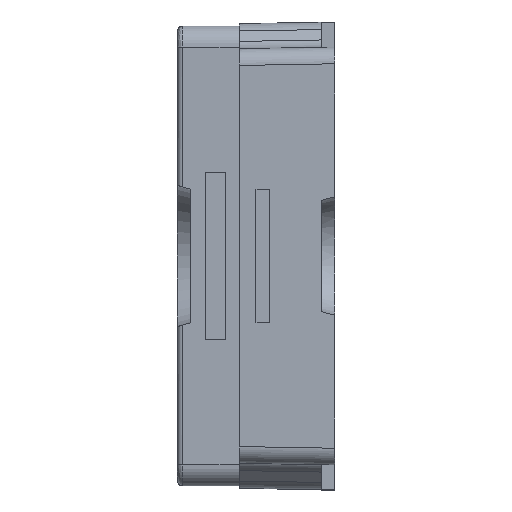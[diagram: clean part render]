
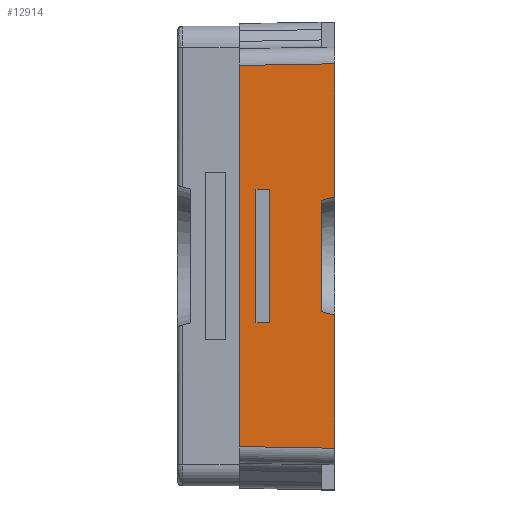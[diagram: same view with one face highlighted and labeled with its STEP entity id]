
A CAD part, left-side view. The second image highlights one B-rep face of the part: STEP entity #12914.
In plain terms, the highlighted planar face has unit normal (-1, 0, 0).
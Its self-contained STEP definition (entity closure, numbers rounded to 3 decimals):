
#500 = VERTEX_POINT ( 'NONE', #12591 ) ;
#916 = DIRECTION ( 'NONE',  ( 0., 0., -1. ) ) ;
#1456 = CARTESIAN_POINT ( 'NONE',  ( -2.2, 5.755, -1.4 ) ) ;
#2255 = LINE ( 'NONE', #10369, #13519 ) ;
#2438 = VERTEX_POINT ( 'NONE', #6918 ) ;
#2502 = EDGE_CURVE ( 'NONE', #2438, #4256, #6130, .T. ) ;
#2560 = DIRECTION ( 'NONE',  ( 0., 1., 0.017 ) ) ;
#2576 = CARTESIAN_POINT ( 'NONE',  ( -2.2, -0.03, -1.15 ) ) ;
#2644 = PLANE ( 'NONE',  #5772 ) ;
#3050 = VECTOR ( 'NONE', #4893, 1000. ) ;
#3130 = DIRECTION ( 'NONE',  ( 0., 0., -1. ) ) ;
#3164 = CARTESIAN_POINT ( 'NONE',  ( -2.2, -0.03, -1.4 ) ) ;
#3211 = VERTEX_POINT ( 'NONE', #15375 ) ;
#3221 = VERTEX_POINT ( 'NONE', #15507 ) ;
#3785 = EDGE_CURVE ( 'NONE', #10848, #3211, #4904, .T. ) ;
#3793 = FACE_OUTER_BOUND ( 'NONE', #4542, .T. ) ;
#4015 = LINE ( 'NONE', #4740, #3050 ) ;
#4185 = EDGE_CURVE ( 'NONE', #7555, #15050, #12325, .T. ) ;
#4256 = VERTEX_POINT ( 'NONE', #7513 ) ;
#4310 = VERTEX_POINT ( 'NONE', #7468 ) ;
#4542 = EDGE_LOOP ( 'NONE', ( #11495, #10213, #14548, #7795, #11146, #14171, #8470, #12799 ) ) ;
#4599 = VECTOR ( 'NONE', #7776, 1000. ) ;
#4740 = CARTESIAN_POINT ( 'NONE',  ( -2.2, -0.03, 0.355 ) ) ;
#4893 = DIRECTION ( 'NONE',  ( 0., 0.966, -0.259 ) ) ;
#4901 = FACE_BOUND ( 'NONE', #11041, .T. ) ;
#4904 = LINE ( 'NONE', #10945, #5611 ) ;
#4937 = EDGE_CURVE ( 'NONE', #3221, #4310, #10583, .T. ) ;
#5009 = EDGE_CURVE ( 'NONE', #500, #7555, #10996, .T. ) ;
#5049 = DIRECTION ( 'NONE',  ( 1., 0., 0. ) ) ;
#5111 = DIRECTION ( 'NONE',  ( 0., 1., 0. ) ) ;
#5364 = CARTESIAN_POINT ( 'NONE',  ( -2.2, 0.36, -0.4 ) ) ;
#5611 = VECTOR ( 'NONE', #10911, 1000. ) ;
#5747 = EDGE_CURVE ( 'NONE', #10257, #5875, #2255, .T. ) ;
#5772 = AXIS2_PLACEMENT_3D ( 'NONE', #1456, #5049, #13606 ) ;
#5875 = VERTEX_POINT ( 'NONE', #14074 ) ;
#6130 = LINE ( 'NONE', #9494, #8996 ) ;
#6282 = EDGE_CURVE ( 'NONE', #3211, #10257, #10413, .T. ) ;
#6289 = CARTESIAN_POINT ( 'NONE',  ( -2.2, 5.755, 0.4 ) ) ;
#6514 = CARTESIAN_POINT ( 'NONE',  ( -2.2, 0.54, -1.14 ) ) ;
#6590 = LINE ( 'NONE', #7851, #7174 ) ;
#6601 = DIRECTION ( 'NONE',  ( 0., -1., 0. ) ) ;
#6689 = EDGE_CURVE ( 'NONE', #4310, #12300, #4015, .T. ) ;
#6918 = CARTESIAN_POINT ( 'NONE',  ( -2.2, 0.05, -0.333 ) ) ;
#7107 = DIRECTION ( 'NONE',  ( 0., 0., -1. ) ) ;
#7174 = VECTOR ( 'NONE', #6601, 1000. ) ;
#7253 = CARTESIAN_POINT ( 'NONE',  ( -2.2, -0.03, -1.4 ) ) ;
#7468 = CARTESIAN_POINT ( 'NONE',  ( -2.2, -0.03, 0.355 ) ) ;
#7504 = EDGE_CURVE ( 'NONE', #4256, #500, #7926, .T. ) ;
#7513 = CARTESIAN_POINT ( 'NONE',  ( -2.2, -0.03, -0.355 ) ) ;
#7555 = VERTEX_POINT ( 'NONE', #6514 ) ;
#7776 = DIRECTION ( 'NONE',  ( 0., 0., 1. ) ) ;
#7795 = ORIENTED_EDGE ( 'NONE', *, *, #5009, .F. ) ;
#7796 = CARTESIAN_POINT ( 'NONE',  ( -2.2, 0.54, 0. ) ) ;
#7851 = CARTESIAN_POINT ( 'NONE',  ( -2.2, 5.755, -0.4 ) ) ;
#7926 = LINE ( 'NONE', #7253, #11601 ) ;
#7993 = DIRECTION ( 'NONE',  ( 0., 0., -1. ) ) ;
#8172 = CARTESIAN_POINT ( 'NONE',  ( -2.2, 0.05, -1.4 ) ) ;
#8470 = ORIENTED_EDGE ( 'NONE', *, *, #12113, .F. ) ;
#8996 = VECTOR ( 'NONE', #11647, 1000. ) ;
#9494 = CARTESIAN_POINT ( 'NONE',  ( -2.2, 0.05, -0.333 ) ) ;
#9652 = LINE ( 'NONE', #8172, #10928 ) ;
#9804 = DIRECTION ( 'NONE',  ( 0., -1., 0.017 ) ) ;
#10211 = VECTOR ( 'NONE', #2560, 1000. ) ;
#10213 = ORIENTED_EDGE ( 'NONE', *, *, #11285, .F. ) ;
#10257 = VERTEX_POINT ( 'NONE', #13573 ) ;
#10267 = ORIENTED_EDGE ( 'NONE', *, *, #12490, .F. ) ;
#10369 = CARTESIAN_POINT ( 'NONE',  ( -2.2, 0.44, -1.4 ) ) ;
#10413 = LINE ( 'NONE', #6289, #11702 ) ;
#10422 = LINE ( 'NONE', #14591, #13027 ) ;
#10583 = LINE ( 'NONE', #3164, #14105 ) ;
#10848 = VERTEX_POINT ( 'NONE', #5364 ) ;
#10911 = DIRECTION ( 'NONE',  ( 0., 0., 1. ) ) ;
#10928 = VECTOR ( 'NONE', #916, 1000. ) ;
#10945 = CARTESIAN_POINT ( 'NONE',  ( -2.2, 0.36, -1.4 ) ) ;
#10995 = CARTESIAN_POINT ( 'NONE',  ( -2.2, 0.05, 0.333 ) ) ;
#10996 = LINE ( 'NONE', #2576, #10211 ) ;
#11041 = EDGE_LOOP ( 'NONE', ( #10267, #11782, #12439, #14308 ) ) ;
#11146 = ORIENTED_EDGE ( 'NONE', *, *, #7504, .F. ) ;
#11285 = EDGE_CURVE ( 'NONE', #15050, #3221, #10422, .T. ) ;
#11495 = ORIENTED_EDGE ( 'NONE', *, *, #4937, .F. ) ;
#11601 = VECTOR ( 'NONE', #7107, 1000. ) ;
#11623 = CARTESIAN_POINT ( 'NONE',  ( -2.2, 0.54, 1.14 ) ) ;
#11647 = DIRECTION ( 'NONE',  ( 0., -0.966, -0.259 ) ) ;
#11702 = VECTOR ( 'NONE', #5111, 1000. ) ;
#11782 = ORIENTED_EDGE ( 'NONE', *, *, #5747, .F. ) ;
#12113 = EDGE_CURVE ( 'NONE', #12300, #2438, #9652, .T. ) ;
#12300 = VERTEX_POINT ( 'NONE', #10995 ) ;
#12325 = LINE ( 'NONE', #7796, #4599 ) ;
#12439 = ORIENTED_EDGE ( 'NONE', *, *, #6282, .F. ) ;
#12490 = EDGE_CURVE ( 'NONE', #5875, #10848, #6590, .T. ) ;
#12591 = CARTESIAN_POINT ( 'NONE',  ( -2.2, -0.03, -1.15 ) ) ;
#12799 = ORIENTED_EDGE ( 'NONE', *, *, #6689, .F. ) ;
#12914 = ADVANCED_FACE ( 'NONE', ( #3793, #4901 ), #2644, .F. ) ;
#13027 = VECTOR ( 'NONE', #9804, 1000. ) ;
#13519 = VECTOR ( 'NONE', #7993, 1000. ) ;
#13573 = CARTESIAN_POINT ( 'NONE',  ( -2.2, 0.44, 0.4 ) ) ;
#13606 = DIRECTION ( 'NONE',  ( 0., 0., -1. ) ) ;
#14074 = CARTESIAN_POINT ( 'NONE',  ( -2.2, 0.44, -0.4 ) ) ;
#14105 = VECTOR ( 'NONE', #3130, 1000. ) ;
#14171 = ORIENTED_EDGE ( 'NONE', *, *, #2502, .F. ) ;
#14308 = ORIENTED_EDGE ( 'NONE', *, *, #3785, .F. ) ;
#14548 = ORIENTED_EDGE ( 'NONE', *, *, #4185, .F. ) ;
#14591 = CARTESIAN_POINT ( 'NONE',  ( -2.2, 5.798, 1.048 ) ) ;
#15050 = VERTEX_POINT ( 'NONE', #11623 ) ;
#15375 = CARTESIAN_POINT ( 'NONE',  ( -2.2, 0.36, 0.4 ) ) ;
#15507 = CARTESIAN_POINT ( 'NONE',  ( -2.2, -0.03, 1.15 ) ) ;
